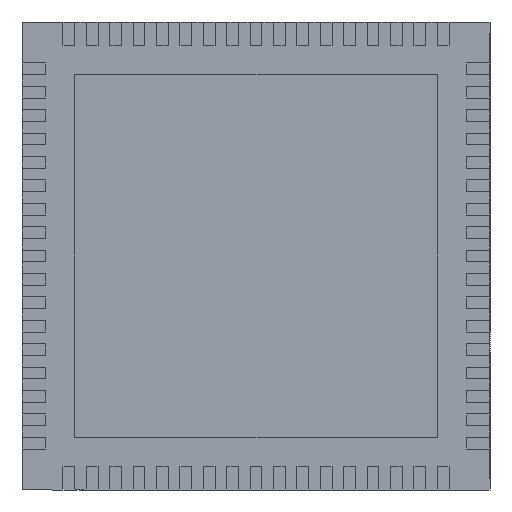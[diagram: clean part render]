
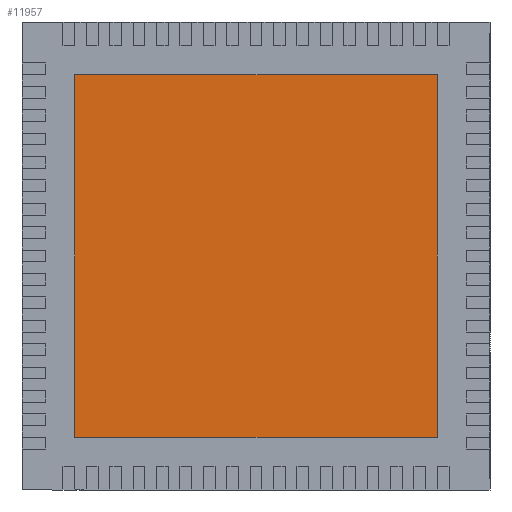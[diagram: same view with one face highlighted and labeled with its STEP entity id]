
A CAD part, front view. The second image highlights one B-rep face of the part: STEP entity #11957.
In plain terms, the highlighted planar face has unit normal (0, -1, 0).
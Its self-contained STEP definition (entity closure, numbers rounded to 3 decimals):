
#323 = EDGE_CURVE ( 'NONE', #15394, #6915, #13580, .T. ) ;
#526 = ORIENTED_EDGE ( 'NONE', *, *, #4151, .T. ) ;
#2425 = DIRECTION ( 'NONE',  ( 0., 0., -1. ) ) ;
#3324 = CARTESIAN_POINT ( 'NONE',  ( -3.1, 0., -3.1 ) ) ;
#3447 = VECTOR ( 'NONE', #7512, 1000. ) ;
#3476 = VERTEX_POINT ( 'NONE', #6772 ) ;
#4151 = EDGE_CURVE ( 'NONE', #6915, #8191, #9165, .T. ) ;
#4515 = EDGE_CURVE ( 'NONE', #8191, #3476, #19615, .T. ) ;
#6399 = FACE_OUTER_BOUND ( 'NONE', #6649, .T. ) ;
#6649 = EDGE_LOOP ( 'NONE', ( #11910, #526, #18491, #20589 ) ) ;
#6772 = CARTESIAN_POINT ( 'NONE',  ( 3.1, 0., 3.1 ) ) ;
#6915 = VERTEX_POINT ( 'NONE', #3324 ) ;
#7512 = DIRECTION ( 'NONE',  ( -1., 0., 0. ) ) ;
#8191 = VERTEX_POINT ( 'NONE', #12759 ) ;
#8286 = DIRECTION ( 'NONE',  ( 1., 0., 0. ) ) ;
#9165 = LINE ( 'NONE', #9835, #15386 ) ;
#9181 = CARTESIAN_POINT ( 'NONE',  ( 3.1, 0., -3.1 ) ) ;
#9835 = CARTESIAN_POINT ( 'NONE',  ( 3.1, 0., -3.1 ) ) ;
#11471 = EDGE_CURVE ( 'NONE', #3476, #15394, #18392, .T. ) ;
#11835 = PLANE ( 'NONE',  #17996 ) ;
#11910 = ORIENTED_EDGE ( 'NONE', *, *, #323, .T. ) ;
#11957 = ADVANCED_FACE ( 'NONE', ( #6399 ), #11835, .T. ) ;
#12759 = CARTESIAN_POINT ( 'NONE',  ( 3.1, 0., -3.1 ) ) ;
#13464 = CARTESIAN_POINT ( 'NONE',  ( -3.1, 0., -3.1 ) ) ;
#13505 = CARTESIAN_POINT ( 'NONE',  ( 0., 0., 0. ) ) ;
#13580 = LINE ( 'NONE', #13464, #17845 ) ;
#13985 = DIRECTION ( 'NONE',  ( 0., 0., 1. ) ) ;
#14878 = VECTOR ( 'NONE', #13985, 1000. ) ;
#15159 = DIRECTION ( 'NONE',  ( 0., 0., -1. ) ) ;
#15295 = DIRECTION ( 'NONE',  ( 0., -1., 0. ) ) ;
#15386 = VECTOR ( 'NONE', #8286, 1000. ) ;
#15394 = VERTEX_POINT ( 'NONE', #18929 ) ;
#17845 = VECTOR ( 'NONE', #2425, 1000. ) ;
#17996 = AXIS2_PLACEMENT_3D ( 'NONE', #13505, #15295, #15159 ) ;
#18183 = CARTESIAN_POINT ( 'NONE',  ( 3.1, 0., 3.1 ) ) ;
#18392 = LINE ( 'NONE', #18183, #3447 ) ;
#18491 = ORIENTED_EDGE ( 'NONE', *, *, #4515, .T. ) ;
#18929 = CARTESIAN_POINT ( 'NONE',  ( -3.1, 0., 3.1 ) ) ;
#19615 = LINE ( 'NONE', #9181, #14878 ) ;
#20589 = ORIENTED_EDGE ( 'NONE', *, *, #11471, .T. ) ;
